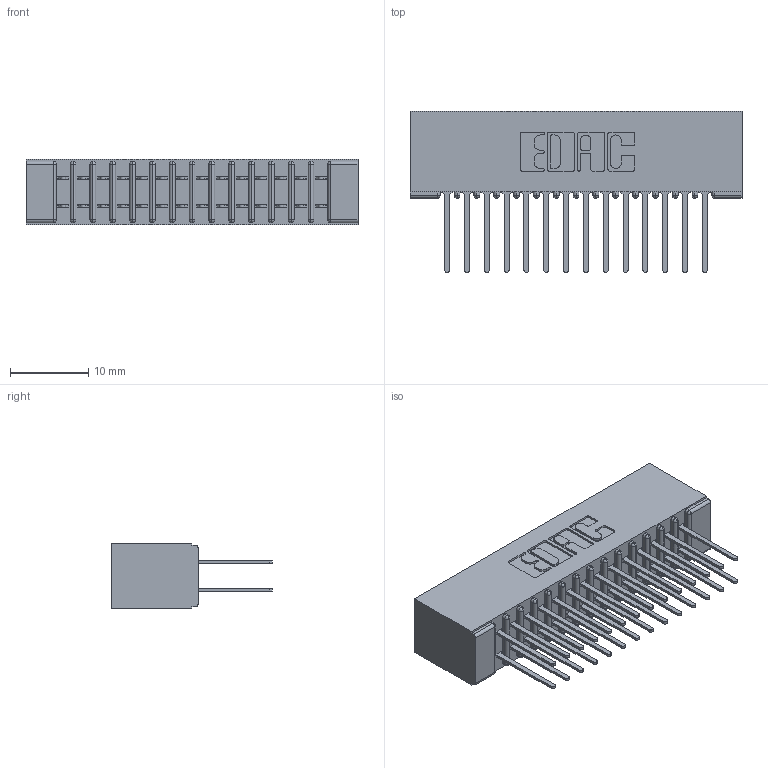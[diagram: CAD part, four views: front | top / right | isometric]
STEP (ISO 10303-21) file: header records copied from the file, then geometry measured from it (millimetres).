
FILE_DESCRIPTION (( 'STEP AP203' ), '1' );
FILE_NAME ('391-028-522-201.STEP', '2018-08-08T20:56:31', ( '' ), ( '' ), 'SwSTEP 2.0', 'SolidWorks 2016', '' );
FILE_SCHEMA (( 'CONFIG_CONTROL_DESIGN' ));
Length unit declared in the file: inch
Products named in the file (3): 341 Part_No Mounting Lugs; 341-292-001_341-292-122; 391-028-522-201
Assembly tree (29 placements, depth 2):
  391-028-522-201
    341 Part_No Mounting Lugs
    341-292-001_341-292-122  x28
Bounding box: 42.55 x 20.62 x 8.38 mm (x, y, z)
Volume: 2611.1 mm3; surface area: 5861 mm2
Topology: 29 solids, 29 shells, 1956 faces, 5654 edges, 3662 vertices
Faces by surface type: plane 1184, cylinder 716, sphere 30, torus 26
Entity records: 20395 total; most frequent: CARTESIAN_POINT 3390, ORIENTED_EDGE 3364, DIRECTION 3308, EDGE_CURVE 1682, LINE 1332, VECTOR 1332, VERTEX_POINT 1070, AXIS2_PLACEMENT_3D 988
